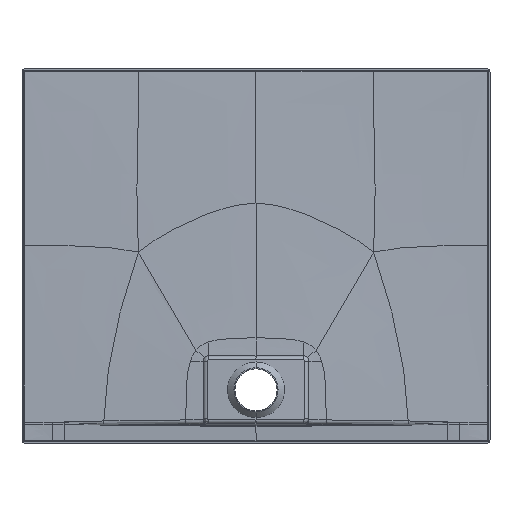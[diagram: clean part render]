
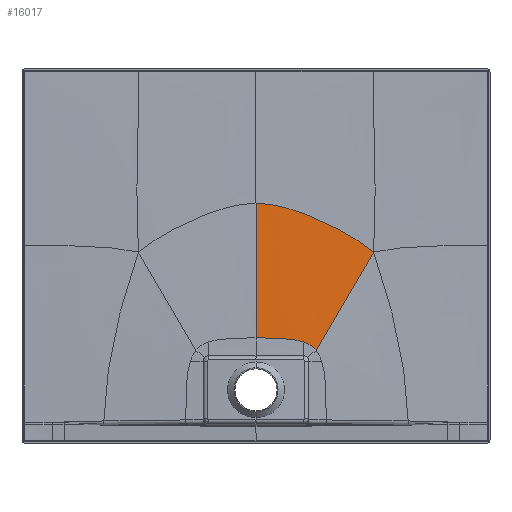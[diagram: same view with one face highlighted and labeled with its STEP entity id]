
A CAD part, front view. The second image highlights one B-rep face of the part: STEP entity #16017.
In plain terms, the highlighted free-form (B-spline) face has degree [3, 3] with [9, 8] control points.
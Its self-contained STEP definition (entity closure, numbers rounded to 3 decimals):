
#3886=CARTESIAN_POINT('',(128.373,-16.497,198.392));
#3887=CARTESIAN_POINT('',(135.666,-15.935,210.367));
#3888=CARTESIAN_POINT('',(150.783,-14.787,236.249));
#3889=CARTESIAN_POINT('',(176.003,-12.89,281.138));
#3890=CARTESIAN_POINT('',(202.094,-11.068,326.565));
#3891=CARTESIAN_POINT('',(225.152,-9.722,365.184));
#3892=CARTESIAN_POINT('',(239.719,-8.959,389.253));
#3893=CARTESIAN_POINT('',(247.43,-8.584,401.907));
#3894=CARTESIAN_POINT('',(251.377,-8.399,408.37));
#3923=CARTESIAN_POINT('',(0.,-9.749,
512.57));
#3924=CARTESIAN_POINT('',(19.308,-9.749,512.57));
#3925=CARTESIAN_POINT('',(58.824,-9.652,506.642));
#3926=CARTESIAN_POINT('',(120.491,-9.338,484.742));
#3927=CARTESIAN_POINT('',(173.958,-9.028,459.336));
#3928=CARTESIAN_POINT('',(217.975,-8.714,433.133));
#3929=CARTESIAN_POINT('',(240.247,-8.513,417.192));
#3930=CARTESIAN_POINT('',(251.377,-8.399,408.37));
#3932=CARTESIAN_POINT('',(128.373,-16.497,198.392));
#3933=CARTESIAN_POINT('',(125.896,-16.497,201.384));
#3934=CARTESIAN_POINT('',(120.386,-16.498,206.704));
#3935=CARTESIAN_POINT('',(111.123,-16.498,212.391));
#3936=CARTESIAN_POINT('',(104.197,-16.498,215.218));
#3937=CARTESIAN_POINT('',(101.03,-16.499,216.298));
#3939=CARTESIAN_POINT('',(101.03,-16.499,216.298));
#3940=CARTESIAN_POINT('',(95.735,-16.499,218.104));
#3941=CARTESIAN_POINT('',(80.508,-16.499,221.854));
#3942=CARTESIAN_POINT('',(49.086,-16.499,224.724));
#3943=CARTESIAN_POINT('',(17.759,-16.499,225.07));
#3944=CARTESIAN_POINT('',(0.,-16.499,
225.07));
#3946=DIRECTION('',(0.,0.023,1.));
#3947=VECTOR('',#3946,287.579);
#3948=CARTESIAN_POINT('',(0.,-16.499,
225.07));
#3949=LINE('',#3948,#3947);
#4645=VERTEX_POINT('',#3886);
#4646=VERTEX_POINT('',#3894);
#4654=VERTEX_POINT('',#3937);
#4784=CARTESIAN_POINT('',(0.,-16.499,
225.07));
#4785=CARTESIAN_POINT('',(0.,-9.749,
512.57));
#4786=VERTEX_POINT('',#4784);
#4787=VERTEX_POINT('',#4785);
#15935=CARTESIAN_POINT('',(-1.349,-16.568,
222.122));
#15936=CARTESIAN_POINT('',(16.968,-16.568,
222.129));
#15937=CARTESIAN_POINT('',(48.729,-16.568,
221.905));
#15938=CARTESIAN_POINT('',(84.724,-16.567,
218.993));
#15939=CARTESIAN_POINT('',(106.41,-16.565,
212.947));
#15940=CARTESIAN_POINT('',(119.891,-16.565,
204.869));
#15941=CARTESIAN_POINT('',(125.414,-16.566,
199.501));
#15942=CARTESIAN_POINT('',(127.944,-16.567,
196.352));
#15943=CARTESIAN_POINT('',(-1.349,-15.983,
247.063));
#15944=CARTESIAN_POINT('',(16.956,-15.983,
247.092));
#15945=CARTESIAN_POINT('',(49.19,-15.985,
245.987));
#15946=CARTESIAN_POINT('',(86.937,-15.994,
239.735));
#15947=CARTESIAN_POINT('',(110.583,-16.,
230.146));
#15948=CARTESIAN_POINT('',(125.919,-15.995,
219.222));
#15949=CARTESIAN_POINT('',(132.503,-15.987,
212.459));
#15950=CARTESIAN_POINT('',(135.62,-15.981,
208.606));
#15951=CARTESIAN_POINT('',(-1.35,-14.835,
295.96));
#15952=CARTESIAN_POINT('',(16.956,-14.835,
296.034));
#15953=CARTESIAN_POINT('',(50.22,-14.84,
293.205));
#15954=CARTESIAN_POINT('',(91.647,-14.864,
280.632));
#15955=CARTESIAN_POINT('',(119.288,-14.877,
264.675));
#15956=CARTESIAN_POINT('',(138.298,-14.856,
248.872));
#15957=CARTESIAN_POINT('',(146.957,-14.829,
239.761));
#15958=CARTESIAN_POINT('',(151.22,-14.809,
234.716));
#15959=CARTESIAN_POINT('',(-1.352,-13.124,
368.816));
#15960=CARTESIAN_POINT('',(16.961,-13.124,
368.948));
#15961=CARTESIAN_POINT('',(51.843,-13.12,
363.875));
#15962=CARTESIAN_POINT('',(99.28,-13.116,
343.471));
#15963=CARTESIAN_POINT('',(133.671,-13.089,
320.028));
#15964=CARTESIAN_POINT('',(158.882,-13.004,
298.5));
#15965=CARTESIAN_POINT('',(170.987,-12.93,
286.514));
#15966=CARTESIAN_POINT('',(177.129,-12.881,
279.939));
#15967=CARTESIAN_POINT('',(-1.365,-11.718,
428.71));
#15968=CARTESIAN_POINT('',(17.114,-11.719,
428.871));
#15969=CARTESIAN_POINT('',(53.508,-11.686,
422.726));
#15970=CARTESIAN_POINT('',(106.371,-11.585,
398.879));
#15971=CARTESIAN_POINT('',(147.557,-11.457,
372.068));
#15972=CARTESIAN_POINT('',(179.499,-11.272,
347.164));
#15973=CARTESIAN_POINT('',(195.405,-11.136,
333.005));
#15974=CARTESIAN_POINT('',(203.593,-11.053,
325.13));
#15975=CARTESIAN_POINT('',(-1.401,-10.733,
470.637));
#15976=CARTESIAN_POINT('',(17.549,-10.735,
470.8));
#15977=CARTESIAN_POINT('',(55.481,-10.672,
464.567));
#15978=CARTESIAN_POINT('',(112.719,-10.468,
440.796));
#15979=CARTESIAN_POINT('',(159.697,-10.247,
413.935));
#15980=CARTESIAN_POINT('',(197.689,-9.986,
387.793));
#15981=CARTESIAN_POINT('',(217.002,-9.809,
372.334));
#15982=CARTESIAN_POINT('',(226.977,-9.703,
363.593));
#15983=CARTESIAN_POINT('',(-1.432,-10.156,
495.239));
#15984=CARTESIAN_POINT('',(17.944,-10.158,
495.398));
#15985=CARTESIAN_POINT('',(57.,-10.075,
489.306));
#15986=CARTESIAN_POINT('',(117.049,-9.805,
466.302));
#15987=CARTESIAN_POINT('',(167.738,-9.531,
440.092));
#15988=CARTESIAN_POINT('',(209.606,-9.232,
413.565));
#15989=CARTESIAN_POINT('',(231.063,-9.035,
397.434));
#15990=CARTESIAN_POINT('',(242.137,-8.917,
388.224));
#15991=CARTESIAN_POINT('',(-1.453,-9.86,
507.862));
#15992=CARTESIAN_POINT('',(18.202,-9.862,
508.017));
#15993=CARTESIAN_POINT('',(57.927,-9.769,
502.062));
#15994=CARTESIAN_POINT('',(119.516,-9.465,
479.696));
#15995=CARTESIAN_POINT('',(172.216,-9.164,
454.044));
#15996=CARTESIAN_POINT('',(216.162,-8.85,
427.43));
#15997=CARTESIAN_POINT('',(238.747,-8.644,
410.986));
#15998=CARTESIAN_POINT('',(250.389,-8.521,
401.552));
#15999=CARTESIAN_POINT('',(-1.465,-9.704,
514.495));
#16000=CARTESIAN_POINT('',(18.354,-9.706,
514.648));
#16001=CARTESIAN_POINT('',(58.459,-9.608,
508.781));
#16002=CARTESIAN_POINT('',(120.888,-9.286,
486.809));
#16003=CARTESIAN_POINT('',(174.669,-8.973,
461.502));
#16004=CARTESIAN_POINT('',(219.722,-8.651,
434.867));
#16005=CARTESIAN_POINT('',(242.899,-8.441,
418.267));
#16006=CARTESIAN_POINT('',(254.837,-8.317,
408.72));
#16007=B_SPLINE_SURFACE_WITH_KNOTS('',3,3,((#15935,#15936,#15937,#15938,#15939,
#15940,#15941,#15942),(#15943,#15944,#15945,#15946,#15947,#15948,#15949,#15950),
(#15951,#15952,#15953,#15954,#15955,#15956,#15957,#15958),(#15959,#15960,#15961,
#15962,#15963,#15964,#15965,#15966),(#15967,#15968,#15969,#15970,#15971,#15972,
#15973,#15974),(#15975,#15976,#15977,#15978,#15979,#15980,#15981,#15982),
(#15983,#15984,#15985,#15986,#15987,#15988,#15989,#15990),(#15991,#15992,#15993,
#15994,#15995,#15996,#15997,#15998),(#15999,#16000,#16001,#16002,#16003,#16004,
#16005,#16006)),.UNSPECIFIED.,.F.,.F.,.F.,(4,1,1,1,1,1,4),(4,1,1,1,1,4),(
-0.005,0.125,0.25,0.375,0.438,0.469,0.503),
(-0.003,0.125,0.25,0.375,0.438,0.504),
.UNSPECIFIED.);
#16009=ORIENTED_EDGE('',*,*,#16008,.T.);
#16011=ORIENTED_EDGE('',*,*,#16010,.T.);
#16012=ORIENTED_EDGE('',*,*,#15750,.F.);
#16013=ORIENTED_EDGE('',*,*,#6420,.T.);
#16014=ORIENTED_EDGE('',*,*,#6479,.T.);
#16015=EDGE_LOOP('',(#16009,#16011,#16012,#16013,#16014));
#16016=FACE_OUTER_BOUND('',#16015,.F.);
#16017=ADVANCED_FACE('',(#16016),#16007,.F.);
#3895=B_SPLINE_CURVE_WITH_KNOTS('',3,(#3886,#3887,#3888,#3889,#3890,#3891,#3892,
#3893,#3894),.UNSPECIFIED.,.F.,.F.,(4,1,1,1,1,1,4),(0.,0.25,0.5,0.75,
0.875,0.938,1.),.UNSPECIFIED.);
#3931=B_SPLINE_CURVE_WITH_KNOTS('',3,(#3923,#3924,#3925,#3926,#3927,#3928,#3929,
#3930),.UNSPECIFIED.,.F.,.F.,(4,1,1,1,1,4),(0.,0.25,0.5,0.75,0.875,
1.),.UNSPECIFIED.);
#3938=B_SPLINE_CURVE_WITH_KNOTS('',3,(#3932,#3933,#3934,#3935,#3936,#3937),
.UNSPECIFIED.,.F.,.F.,(4,1,1,4),(0.,0.364,0.728,1.),
.UNSPECIFIED.);
#3945=B_SPLINE_CURVE_WITH_KNOTS('',3,(#3939,#3940,#3941,#3942,#3943,#3944),
.UNSPECIFIED.,.F.,.F.,(4,1,1,4),(0.,0.238,0.619,1.),
.UNSPECIFIED.);
#6420=EDGE_CURVE('',#4645,#4654,#3938,.T.);
#6479=EDGE_CURVE('',#4654,#4786,#3945,.T.);
#15750=EDGE_CURVE('',#4645,#4646,#3895,.T.);
#16008=EDGE_CURVE('',#4786,#4787,#3949,.T.);
#16010=EDGE_CURVE('',#4787,#4646,#3931,.T.);
